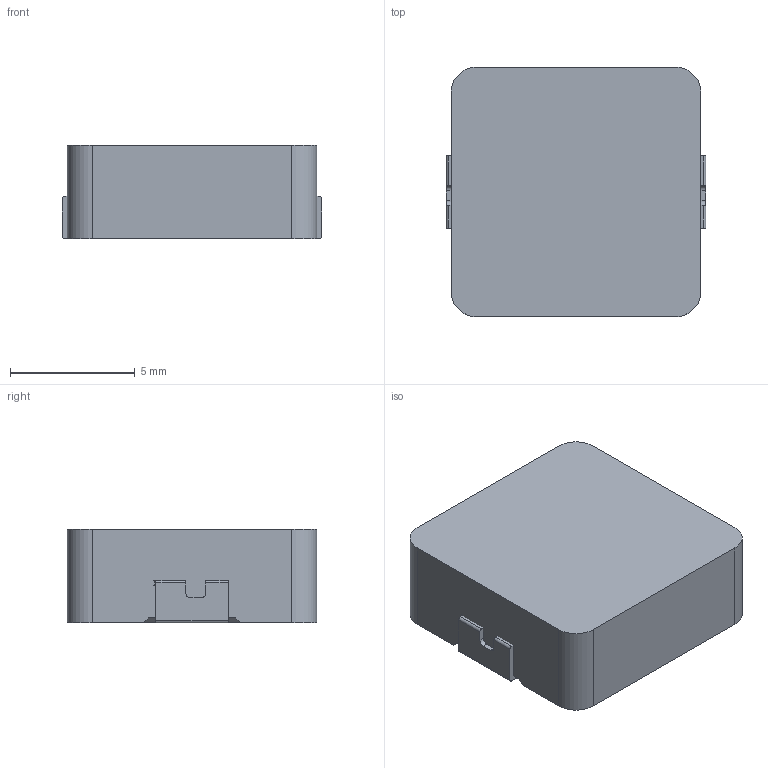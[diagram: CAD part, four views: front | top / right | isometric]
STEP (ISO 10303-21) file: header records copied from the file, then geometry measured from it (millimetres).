
FILE_DESCRIPTION (( 'STEP AP214' ), '1' );
FILE_NAME ('SRP 1038A series.STEP', '2024-03-25T16:50:34', ( '' ), ( '' ), 'SwSTEP 2.0', 'SolidWorks 2021', '' );
FILE_SCHEMA (( 'AUTOMOTIVE_DESIGN' ));
Length unit declared in the file: millimetre
Products named in the file (1): SRP 1038A series
Bounding box: 10.4 x 10 x 3.75 mm (x, y, z)
Surface area: 663.7 mm2
Topology: 4 solids, 4 shells, 102 faces, 270 edges, 176 vertices
Faces by surface type: plane 58, cylinder 34, bspline 10
Entity records: 5217 total; most frequent: CARTESIAN_POINT 2641, ORIENTED_EDGE 540, DIRECTION 514, EDGE_CURVE 270, LINE 180, VECTOR 180, VERTEX_POINT 176, AXIS2_PLACEMENT_3D 167
